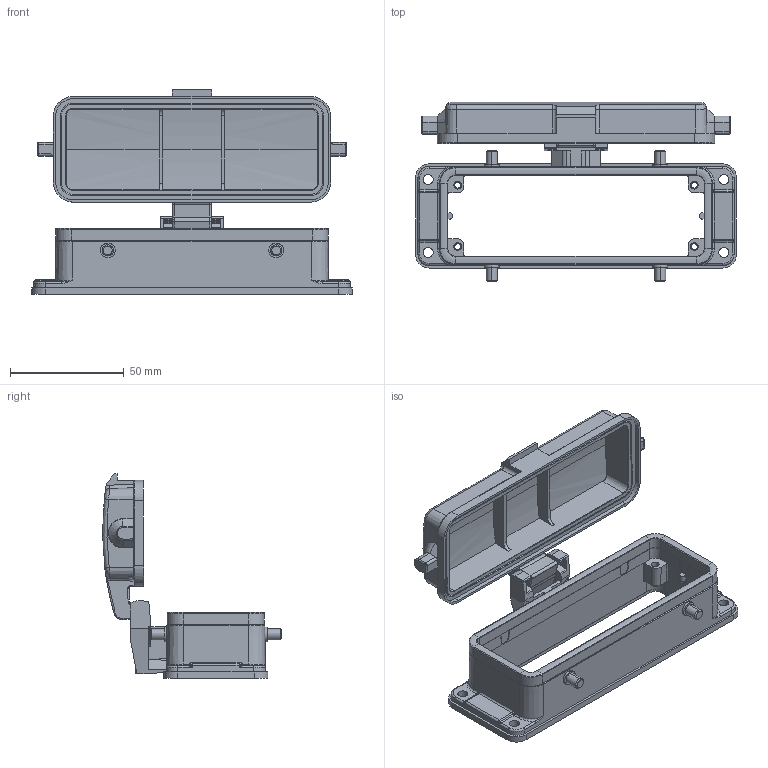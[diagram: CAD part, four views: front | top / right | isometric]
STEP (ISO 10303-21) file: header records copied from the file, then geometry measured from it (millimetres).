
FILE_DESCRIPTION (( 'STEP AP203' ), '1' );
FILE_NAME ('H24B-BK-4B-CV.STP', '2017-08-23T10:53:18', ( '微软用户' ), ( '微软中国' ), 'SwSTEP 2.0', 'SolidWorks 2012', '' );
FILE_SCHEMA (( 'CONFIG_CONTROL_DESIGN' ));
Length unit declared in the file: millimetre
Products named in the file (1): H24B-BK-4B-CV
Bounding box: 141 x 78.65 x 89.95 mm (x, y, z)
Volume: 69816.9 mm3; surface area: 54720 mm2
Topology: 1 solids, 1 shells, 724 faces, 1815 edges, 1105 vertices
Faces by surface type: cylinder 284, plane 261, bspline 73, cone 50, torus 48, sphere 8
Entity records: 23675 total; most frequent: CARTESIAN_POINT 6791, ORIENTED_EDGE 3606, DIRECTION 3481, EDGE_CURVE 1803, AXIS2_PLACEMENT_3D 1260, VERTEX_POINT 1105, LINE 961, VECTOR 961
